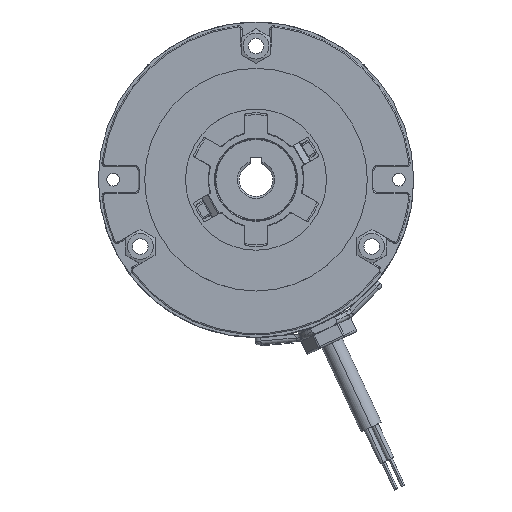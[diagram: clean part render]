
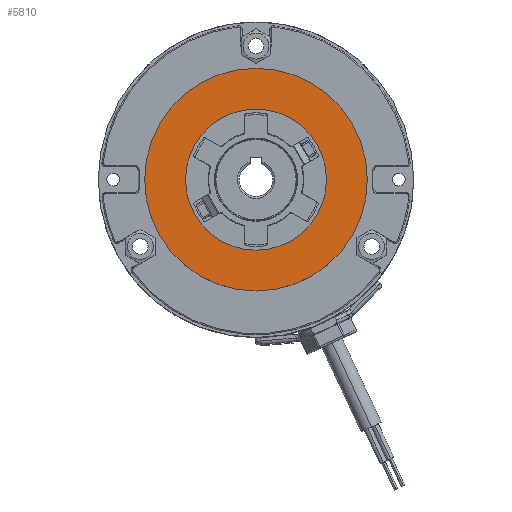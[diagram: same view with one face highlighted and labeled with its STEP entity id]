
A CAD part, top view. The second image highlights one B-rep face of the part: STEP entity #5810.
In plain terms, the highlighted planar face has unit normal (0, 0, 1).
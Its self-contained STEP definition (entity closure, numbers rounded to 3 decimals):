
#194 = DIRECTION ( 'NONE',  ( 0., 0., 1. ) ) ;
#2141 = EDGE_LOOP ( 'NONE', ( #28946, #24469 ) ) ;
#2478 = CIRCLE ( 'NONE', #29444, 30. ) ;
#2847 = DIRECTION ( 'NONE',  ( 1., 0., 0. ) ) ;
#3649 = EDGE_CURVE ( 'NONE', #9114, #16380, #2478, .T. ) ;
#3887 = CARTESIAN_POINT ( 'NONE',  ( 19., 0., 3.75 ) ) ;
#4211 = DIRECTION ( 'NONE',  ( 0., 0., -1. ) ) ;
#4286 = ORIENTED_EDGE ( 'NONE', *, *, #19103, .F. ) ;
#4363 = DIRECTION ( 'NONE',  ( -1., 0., 0. ) ) ;
#4405 = PLANE ( 'NONE',  #9271 ) ;
#4893 = AXIS2_PLACEMENT_3D ( 'NONE', #27547, #24999, #2847 ) ;
#5234 = CARTESIAN_POINT ( 'NONE',  ( -30., 0., 3.75 ) ) ;
#5810 = ADVANCED_FACE ( 'NONE', ( #28781, #11243 ), #4405, .T. ) ;
#5909 = AXIS2_PLACEMENT_3D ( 'NONE', #26333, #194, #28719 ) ;
#6940 = CARTESIAN_POINT ( 'NONE',  ( 0., 30., 3.75 ) ) ;
#7954 = EDGE_LOOP ( 'NONE', ( #15258, #4286 ) ) ;
#9114 = VERTEX_POINT ( 'NONE', #5234 ) ;
#9271 = AXIS2_PLACEMENT_3D ( 'NONE', #6940, #11406, #13956 ) ;
#11243 = FACE_BOUND ( 'NONE', #7954, .T. ) ;
#11406 = DIRECTION ( 'NONE',  ( 0., 0., 1. ) ) ;
#11624 = CARTESIAN_POINT ( 'NONE',  ( 30., 0., 3.75 ) ) ;
#11869 = AXIS2_PLACEMENT_3D ( 'NONE', #26045, #4211, #4363 ) ;
#12382 = VERTEX_POINT ( 'NONE', #12782 ) ;
#12782 = CARTESIAN_POINT ( 'NONE',  ( -19., 0., 3.75 ) ) ;
#13956 = DIRECTION ( 'NONE',  ( 1., 0., 0. ) ) ;
#14346 = DIRECTION ( 'NONE',  ( -1., 0., 0. ) ) ;
#15258 = ORIENTED_EDGE ( 'NONE', *, *, #27310, .F. ) ;
#16380 = VERTEX_POINT ( 'NONE', #11624 ) ;
#19103 = EDGE_CURVE ( 'NONE', #31071, #12382, #28316, .T. ) ;
#19300 = DIRECTION ( 'NONE',  ( 0., 0., -1. ) ) ;
#23085 = CIRCLE ( 'NONE', #11869, 30. ) ;
#23725 = CIRCLE ( 'NONE', #5909, 19. ) ;
#24168 = EDGE_CURVE ( 'NONE', #16380, #9114, #23085, .T. ) ;
#24469 = ORIENTED_EDGE ( 'NONE', *, *, #24168, .F. ) ;
#24707 = CARTESIAN_POINT ( 'NONE',  ( 0., 0., 3.75 ) ) ;
#24999 = DIRECTION ( 'NONE',  ( 0., 0., 1. ) ) ;
#26045 = CARTESIAN_POINT ( 'NONE',  ( 0., 0., 3.75 ) ) ;
#26333 = CARTESIAN_POINT ( 'NONE',  ( 0., 0., 3.75 ) ) ;
#27310 = EDGE_CURVE ( 'NONE', #12382, #31071, #23725, .T. ) ;
#27547 = CARTESIAN_POINT ( 'NONE',  ( 0., 0., 3.75 ) ) ;
#28316 = CIRCLE ( 'NONE', #4893, 19. ) ;
#28719 = DIRECTION ( 'NONE',  ( 1., 0., 0. ) ) ;
#28781 = FACE_OUTER_BOUND ( 'NONE', #2141, .T. ) ;
#28946 = ORIENTED_EDGE ( 'NONE', *, *, #3649, .F. ) ;
#29444 = AXIS2_PLACEMENT_3D ( 'NONE', #24707, #19300, #14346 ) ;
#31071 = VERTEX_POINT ( 'NONE', #3887 ) ;
